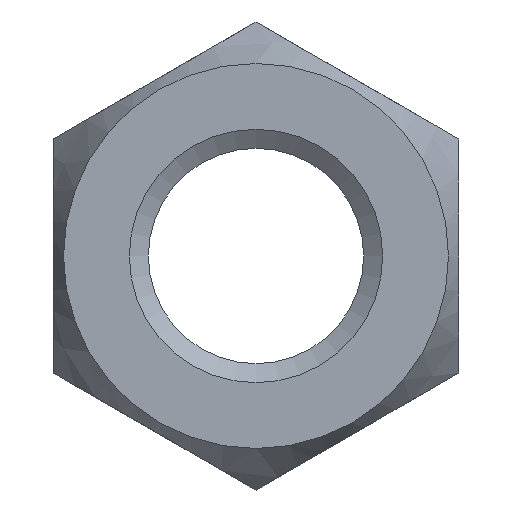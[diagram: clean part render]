
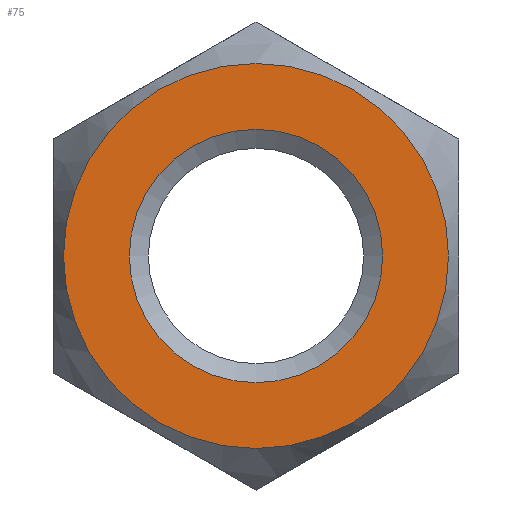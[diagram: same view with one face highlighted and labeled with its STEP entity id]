
A CAD part, front view. The second image highlights one B-rep face of the part: STEP entity #75.
In plain terms, the highlighted planar face has unit normal (0, -1, 0).
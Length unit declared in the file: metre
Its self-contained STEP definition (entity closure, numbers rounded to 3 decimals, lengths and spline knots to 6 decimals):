
#75 = ADVANCED_FACE( 'NONE', ( #152, #153 ), #154, .F. );
#152 = FACE_OUTER_BOUND( '', #223, .T. );
#153 = FACE_BOUND( '', #224, .T. );
#154 = PLANE( '', #225 );
#223 = EDGE_LOOP( '', ( #366 ) );
#224 = EDGE_LOOP( '', ( #367 ) );
#225 = AXIS2_PLACEMENT_3D( '', #368, #369, #370 );
#366 = ORIENTED_EDGE( '', *, *, #394, .T. );
#367 = ORIENTED_EDGE( '', *, *, #433, .F. );
#368 = CARTESIAN_POINT( '', ( 0., 0., 0.009238 ) );
#369 = DIRECTION( '', ( 0., 1., 0. ) );
#370 = DIRECTION( '', ( 0., 0., -1. ) );
#394 = EDGE_CURVE( 'NONE', #459, #459, #460, .T. );
#433 = EDGE_CURVE( 'NONE', #515, #515, #516, .T. );
#459 = VERTEX_POINT( '', #632 );
#460 = CIRCLE( '', #633, 0.0076 );
#515 = VERTEX_POINT( '', #790 );
#516 = CIRCLE( '', #791, 0.005 );
#632 = CARTESIAN_POINT( '', ( 0.0076, 0., 0. ) );
#633 = AXIS2_PLACEMENT_3D( '', #822, #823, #824 );
#790 = CARTESIAN_POINT( '', ( 0.005, 0., 0. ) );
#791 = AXIS2_PLACEMENT_3D( '', #861, #862, #863 );
#822 = CARTESIAN_POINT( '', ( 0., 0., 0. ) );
#823 = DIRECTION( '', ( 0., -1., 0. ) );
#824 = DIRECTION( '', ( 1., 0., 0. ) );
#861 = CARTESIAN_POINT( '', ( 0., 0., 0. ) );
#862 = DIRECTION( '', ( 0., -1., 0. ) );
#863 = DIRECTION( '', ( 1., 0., 0. ) );
